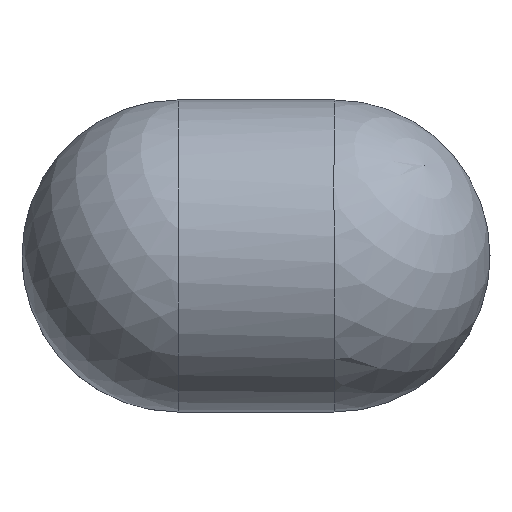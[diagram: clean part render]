
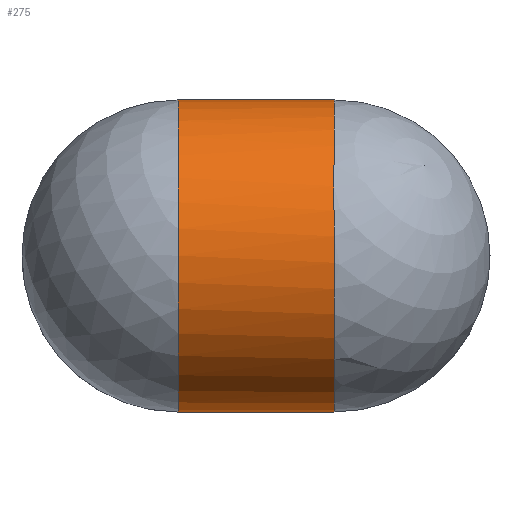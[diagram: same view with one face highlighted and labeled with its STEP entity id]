
A CAD part, top view. The second image highlights one B-rep face of the part: STEP entity #275.
In plain terms, the highlighted cylindrical face has radius 32.258 mm (diameter 64.516 mm), a partial arc.
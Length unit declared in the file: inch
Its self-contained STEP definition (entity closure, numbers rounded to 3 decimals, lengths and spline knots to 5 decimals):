
#63=FACE_OUTER_BOUND($,#91,.T.);
#91=EDGE_LOOP($,(#194,#195,#196,#197));
#118=VERTEX_POINT($,#705);
#119=VERTEX_POINT($,#706);
#120=VERTEX_POINT($,#708);
#121=VERTEX_POINT($,#710);
#146=EDGE_CURVE($,#118,#119,#380,.T.);
#148=EDGE_CURVE($,#121,#120,#381,.T.);
#150=EDGE_CURVE($,#121,#118,#316,.T.);
#151=EDGE_CURVE($,#120,#119,#317,.T.);
#194=ORIENTED_EDGE($,*,*,#150,.F.);
#195=ORIENTED_EDGE($,*,*,#148,.T.);
#196=ORIENTED_EDGE($,*,*,#151,.T.);
#197=ORIENTED_EDGE($,*,*,#146,.F.);
#264=CYLINDRICAL_SURFACE($,#440,1.27);
#275=ADVANCED_FACE($,(#63),#264,.T.);
#316=CIRCLE($,#441,1.27);
#317=CIRCLE($,#442,1.27);
#380=LINE($,#707,#408);
#381=LINE($,#711,#409);
#408=VECTOR($,#531,1.27);
#409=VECTOR($,#534,1.27);
#440=AXIS2_PLACEMENT_3D($,#713,#537,#538);
#441=AXIS2_PLACEMENT_3D($,#714,#539,#540);
#442=AXIS2_PLACEMENT_3D($,#715,#541,#542);
#531=DIRECTION($,(1.,0.,0.));
#534=DIRECTION($,(1.,0.,0.));
#537=DIRECTION('center_axis',(-1.,0.,0.));
#538=DIRECTION('ref_axis',(0.,0.,1.));
#539=DIRECTION('center_axis',(-1.,0.,0.));
#540=DIRECTION('ref_axis',(0.,0.,1.));
#541=DIRECTION('center_axis',(-1.,0.,0.));
#542=DIRECTION('ref_axis',(0.,0.,1.));
#705=CARTESIAN_POINT('',(-0.635,1.27,2.54));
#706=CARTESIAN_POINT('',(0.635,1.27,2.54));
#707=CARTESIAN_POINT($,(-0.635,1.27,2.54));
#708=CARTESIAN_POINT('',(0.635,-1.27,2.54));
#710=CARTESIAN_POINT('',(-0.635,-1.27,2.54));
#711=CARTESIAN_POINT($,(-0.635,-1.27,2.54));
#713=CARTESIAN_POINT('Origin',(0.6985,0.,2.54));
#714=CARTESIAN_POINT('Origin',(-0.635,0.,
2.54));
#715=CARTESIAN_POINT('Origin',(0.635,0.,2.54));
